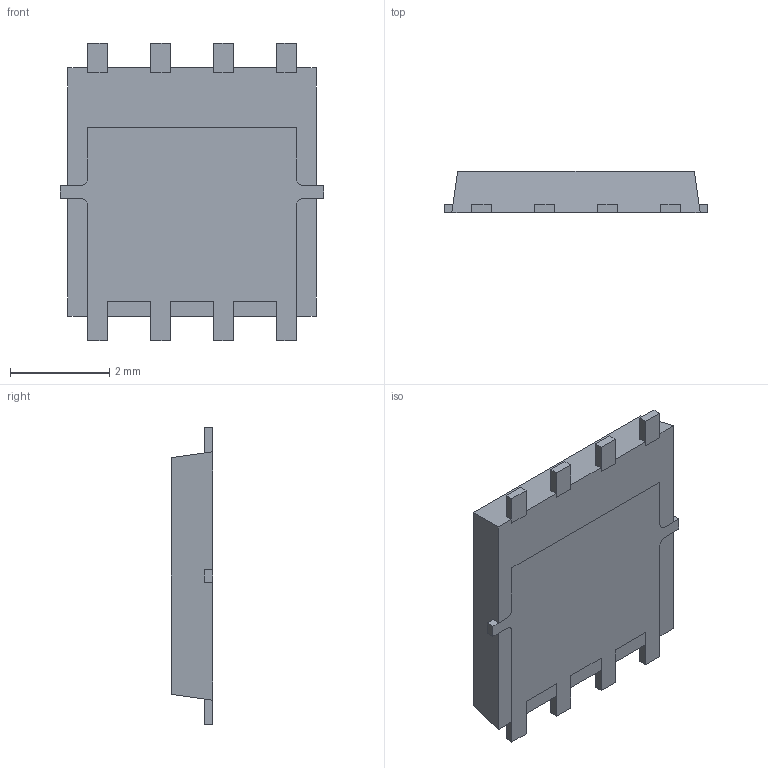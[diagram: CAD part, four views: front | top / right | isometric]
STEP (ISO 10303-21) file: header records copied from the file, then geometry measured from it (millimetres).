
FILE_DESCRIPTION (( 'STEP AP214' ), '1' );
FILE_NAME ('TPW1R306PL,L1Q.STEP', '2019-02-04T12:28:56', ( '' ), ( '' ), 'SwSTEP 2.0', 'SolidWorks 2017', '' );
FILE_SCHEMA (( 'AUTOMOTIVE_DESIGN' ));
Length unit declared in the file: millimetre
Products named in the file (1): TPW1R306PL,L1Q
Bounding box: 5.3 x 0.83 x 6 mm (x, y, z)
Volume: 20.1 mm3; surface area: 129.5 mm2
Topology: 7 solids, 7 shells, 125 faces, 330 edges, 220 vertices
Faces by surface type: plane 111, cylinder 14
Entity records: 3900 total; most frequent: CARTESIAN_POINT 676, ORIENTED_EDGE 660, DIRECTION 610, EDGE_CURVE 330, VECTOR 302, LINE 302, VERTEX_POINT 220, AXIS2_PLACEMENT_3D 154
